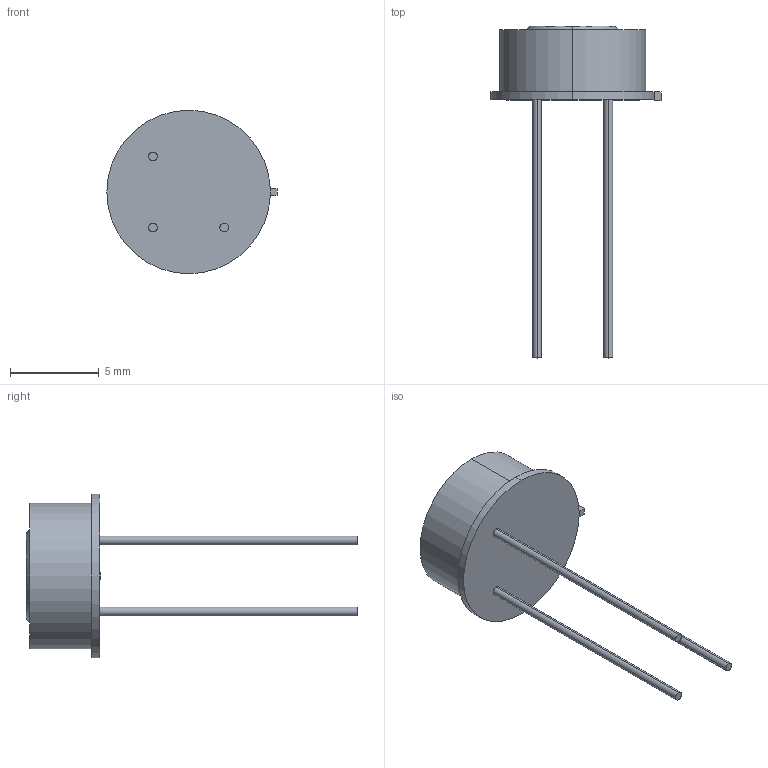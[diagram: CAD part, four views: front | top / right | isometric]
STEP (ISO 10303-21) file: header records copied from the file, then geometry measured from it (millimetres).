
FILE_DESCRIPTION (( 'STEP AP214' ), '1' );
FILE_NAME ('SF_QGCS_L9.19W9.19H18.65T4.15.STEP', '2019-12-11T16:04:45', ( '' ), ( '' ), 'SwSTEP 2.0', 'SolidWorks 2014', '' );
FILE_SCHEMA (( 'AUTOMOTIVE_DESIGN' ));
Length unit declared in the file: millimetre
Products named in the file (1): SF_QGCS_L9.19W9.19H18.65T4.15
Bounding box: 9.57 x 18.65 x 9.19 mm (x, y, z)
Volume: 226.8 mm3; surface area: 304.8 mm2
Topology: 1 solids, 1 shells, 82 faces, 211 edges, 140 vertices
Faces by surface type: plane 66, cylinder 14, cone 2
Entity records: 3407 total; most frequent: CARTESIAN_POINT 434, ORIENTED_EDGE 422, DIRECTION 409, EDGE_CURVE 211, LINE 179, VECTOR 179, VERTEX_POINT 140, AXIS2_PLACEMENT_3D 115
